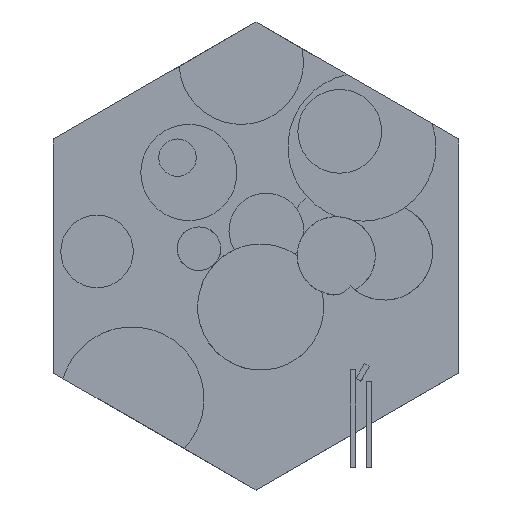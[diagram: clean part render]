
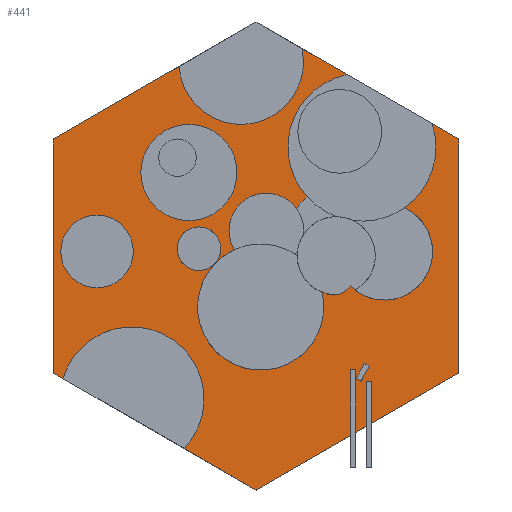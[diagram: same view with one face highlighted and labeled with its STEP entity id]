
A CAD part, top view. The second image highlights one B-rep face of the part: STEP entity #441.
In plain terms, the highlighted planar face has unit normal (0, 0, 1).
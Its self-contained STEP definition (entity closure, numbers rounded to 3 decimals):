
#441=ADVANCED_FACE('',(#499,#501,#503,#505),#507,.T.);
#499=FACE_BOUND('',#500,.T.);
#500=EDGE_LOOP('',(#927,#928,#929,#930,#931,#932,#933,#934,#935,#936,#937,#938,#939,
#940,#941,#942,#943));
#501=FACE_BOUND('',#502,.T.);
#502=EDGE_LOOP('',(#944));
#503=FACE_BOUND('',#504,.T.);
#504=EDGE_LOOP('',(#945));
#505=FACE_BOUND('',#506,.T.);
#506=EDGE_LOOP('',(#946));
#507=PLANE('',#508);
#508=AXIS2_PLACEMENT_3D('',#509,#510,#511);
#509=CARTESIAN_POINT('',(0.,0.,100.));
#510=DIRECTION('',(0.,0.,1.));
#511=DIRECTION('',(1.,0.,0.));
#927=ORIENTED_EDGE('',*,*,#1169,.T.);
#928=ORIENTED_EDGE('',*,*,#1170,.T.);
#929=ORIENTED_EDGE('',*,*,#1171,.T.);
#930=ORIENTED_EDGE('',*,*,#1172,.T.);
#931=ORIENTED_EDGE('',*,*,#1173,.T.);
#932=ORIENTED_EDGE('',*,*,#1174,.T.);
#933=ORIENTED_EDGE('',*,*,#1175,.T.);
#934=ORIENTED_EDGE('',*,*,#1176,.T.);
#935=ORIENTED_EDGE('',*,*,#1177,.T.);
#936=ORIENTED_EDGE('',*,*,#1178,.T.);
#937=ORIENTED_EDGE('',*,*,#1179,.T.);
#938=ORIENTED_EDGE('',*,*,#1180,.T.);
#939=ORIENTED_EDGE('',*,*,#1181,.T.);
#940=ORIENTED_EDGE('',*,*,#1182,.T.);
#941=ORIENTED_EDGE('',*,*,#1183,.T.);
#942=ORIENTED_EDGE('',*,*,#1184,.T.);
#943=ORIENTED_EDGE('',*,*,#1185,.T.);
#944=ORIENTED_EDGE('',*,*,#1186,.T.);
#945=ORIENTED_EDGE('',*,*,#1187,.T.);
#946=ORIENTED_EDGE('',*,*,#1188,.T.);
#1169=EDGE_CURVE('',#1290,#1291,#1292,.F.);
#1170=EDGE_CURVE('',#1291,#1293,#1294,.F.);
#1171=EDGE_CURVE('',#1293,#1295,#1296,.F.);
#1172=EDGE_CURVE('',#1295,#1297,#1298,.F.);
#1173=EDGE_CURVE('',#1297,#1299,#1300,.T.);
#1174=EDGE_CURVE('',#1299,#1301,#1302,.F.);
#1175=EDGE_CURVE('',#1301,#1303,#1304,.T.);
#1176=EDGE_CURVE('',#1303,#1305,#1306,.T.);
#1177=EDGE_CURVE('',#1305,#1307,#1308,.T.);
#1178=EDGE_CURVE('',#1307,#1309,#1310,.F.);
#1179=EDGE_CURVE('',#1309,#1311,#1312,.T.);
#1180=EDGE_CURVE('',#1311,#1313,#1314,.T.);
#1181=EDGE_CURVE('',#1313,#1315,#1316,.T.);
#1182=EDGE_CURVE('',#1315,#1317,#1318,.T.);
#1183=EDGE_CURVE('',#1317,#1319,#1320,.F.);
#1184=EDGE_CURVE('',#1319,#1321,#1322,.F.);
#1185=EDGE_CURVE('',#1321,#1290,#1323,.F.);
#1186=EDGE_CURVE('',#1324,#1324,#1325,.F.);
#1187=EDGE_CURVE('',#1326,#1326,#1327,.F.);
#1188=EDGE_CURVE('',#1328,#1328,#1329,.F.);
#1290=VERTEX_POINT('',#1493);
#1291=VERTEX_POINT('',#1494);
#1292=CIRCLE('',#1495,231.963);
#1293=VERTEX_POINT('',#1499);
#1294=CIRCLE('',#1500,137.37);
#1295=VERTEX_POINT('',#1504);
#1296=CIRCLE('',#1505,186.011);
#1297=VERTEX_POINT('',#1509);
#1298=CIRCLE('',#1510,272.034);
#1299=VERTEX_POINT('',#1514);
#1300=LINE('',#1515,#1516);
#1301=VERTEX_POINT('',#1518);
#1302=CIRCLE('',#1519,228.914);
#1303=VERTEX_POINT('',#1523);
#1304=LINE('',#1524,#1525);
#1305=VERTEX_POINT('',#1527);
#1306=LINE('',#1528,#1529);
#1307=VERTEX_POINT('',#1531);
#1308=LINE('',#1532,#1533);
#1309=VERTEX_POINT('',#1535);
#1310=CIRCLE('',#1536,264.731);
#1311=VERTEX_POINT('',#1540);
#1312=LINE('',#1541,#1542);
#1313=VERTEX_POINT('',#1544);
#1314=LINE('',#1545,#1546);
#1315=VERTEX_POINT('',#1548);
#1316=LINE('',#1549,#1550);
#1317=VERTEX_POINT('',#1552);
#1318=LINE('',#1553,#1554);
#1319=VERTEX_POINT('',#1556);
#1320=CIRCLE('',#1557,272.034);
#1321=VERTEX_POINT('',#1561);
#1322=CIRCLE('',#1562,177.549);
#1323=CIRCLE('',#1566,72.577);
#1324=VERTEX_POINT('',#1570);
#1325=CIRCLE('',#1571,80.22);
#1326=VERTEX_POINT('',#1575);
#1327=CIRCLE('',#1576,176.747);
#1328=VERTEX_POINT('',#1580);
#1329=CIRCLE('',#1581,133.368);
#1493=CARTESIAN_POINT('',(704.252,-736.139,100.));
#1494=CARTESIAN_POINT('',(349.357,-764.795,100.));
#1495=AXIS2_PLACEMENT_3D('',#1496,#1497,#1498);
#1496=CARTESIAN_POINT('',(538.773,-898.692,100.));
#1497=DIRECTION('',(0.,0.,1.));
#1498=DIRECTION('',(-0.817,0.577,0.));
#1499=CARTESIAN_POINT('',(471.445,-518.998,100.));
#1500=AXIS2_PLACEMENT_3D('',#1501,#1502,#1503);
#1501=CARTESIAN_POINT('',(416.074,-644.714,100.));
#1502=DIRECTION('',(0.,0.,1.));
#1503=DIRECTION('',(0.403,0.915,0.));
#1504=CARTESIAN_POINT('',(484.168,-462.662,100.));
#1505=AXIS2_PLACEMENT_3D('',#1506,#1507,#1508);
#1506=CARTESIAN_POINT('',(657.047,-531.31,100.));
#1507=DIRECTION('',(0.,0.,1.));
#1508=DIRECTION('',(-0.929,0.369,0.));
#1509=CARTESIAN_POINT('',(386.735,0.,100.));
#1510=AXIS2_PLACEMENT_3D('',#1511,#1512,#1513);
#1511=CARTESIAN_POINT('',(567.156,-203.595,100.));
#1512=DIRECTION('',(0.,0.,1.));
#1513=DIRECTION('',(-0.663,0.748,0.));
#1514=CARTESIAN_POINT('',(195.028,0.,100.));
#1515=CARTESIAN_POINT('',(386.735,0.,100.));
#1516=VECTOR('',#1517,1.);
#1517=DIRECTION('',(-1.,0.,0.));
#1518=CARTESIAN_POINT('',(-163.315,-282.869,100.));
#1519=AXIS2_PLACEMENT_3D('',#1520,#1521,#1522);
#1520=CARTESIAN_POINT('',(26.504,-154.923,100.));
#1521=DIRECTION('',(0.,0.,1.));
#1522=DIRECTION('',(-0.829,-0.559,0.));
#1523=CARTESIAN_POINT('',(-430.,-744.782,100.));
#1524=CARTESIAN_POINT('',(-163.315,-282.869,100.));
#1525=VECTOR('',#1526,1.);
#1526=DIRECTION('',(-0.5,-0.866,0.));
#1527=CARTESIAN_POINT('',(0.,-1489.564,100.));
#1528=CARTESIAN_POINT('',(-430.,-744.782,100.));
#1529=VECTOR('',#1530,1.);
#1530=DIRECTION('',(0.5,-0.866,0.));
#1531=CARTESIAN_POINT('',(40.542,-1489.564,100.));
#1532=CARTESIAN_POINT('',(0.,-1489.564,100.));
#1533=VECTOR('',#1534,1.);
#1534=DIRECTION('',(1.,0.,0.));
#1535=CARTESIAN_POINT('',(555.333,-1489.564,100.));
#1536=AXIS2_PLACEMENT_3D('',#1537,#1538,#1539);
#1537=CARTESIAN_POINT('',(297.938,-1427.68,100.));
#1538=DIRECTION('',(0.,0.,1.));
#1539=DIRECTION('',(0.972,-0.234,0.));
#1540=CARTESIAN_POINT('',(860.,-1489.564,100.));
#1541=CARTESIAN_POINT('',(555.333,-1489.564,100.));
#1542=VECTOR('',#1543,1.);
#1543=DIRECTION('',(1.,0.,0.));
#1544=CARTESIAN_POINT('',(1290.,-744.782,100.));
#1545=CARTESIAN_POINT('',(860.,-1489.564,100.));
#1546=VECTOR('',#1547,1.);
#1547=DIRECTION('',(0.5,0.866,0.));
#1548=CARTESIAN_POINT('',(860.,0.,100.));
#1549=CARTESIAN_POINT('',(1290.,-744.782,100.));
#1550=VECTOR('',#1551,1.);
#1551=DIRECTION('',(-0.5,0.866,0.));
#1552=CARTESIAN_POINT('',(747.578,0.,100.));
#1553=CARTESIAN_POINT('',(860.,0.,100.));
#1554=VECTOR('',#1555,1.);
#1555=DIRECTION('',(-1.,0.,0.));
#1556=CARTESIAN_POINT('',(813.512,-318.97,100.));
#1557=AXIS2_PLACEMENT_3D('',#1558,#1559,#1560);
#1558=CARTESIAN_POINT('',(567.156,-203.595,100.));
#1559=DIRECTION('',(0.,0.,1.));
#1560=DIRECTION('',(0.906,-0.424,0.));
#1561=CARTESIAN_POINT('',(784.318,-666.965,100.));
#1562=AXIS2_PLACEMENT_3D('',#1563,#1564,#1565);
#1563=CARTESIAN_POINT('',(830.98,-495.658,100.));
#1564=DIRECTION('',(0.,0.,1.));
#1565=DIRECTION('',(-0.263,-0.965,0.));
#1566=AXIS2_PLACEMENT_3D('',#1567,#1568,#1569);
#1567=CARTESIAN_POINT('',(711.804,-663.956,100.));
#1568=DIRECTION('',(0.,0.,1.));
#1569=DIRECTION('',(-0.104,-0.995,0.));
#1570=CARTESIAN_POINT('',(304.497,-786.502,100.));
#1571=AXIS2_PLACEMENT_3D('',#1572,#1573,#1574);
#1572=CARTESIAN_POINT('',(235.024,-826.612,100.));
#1573=DIRECTION('',(0.,0.,1.));
#1574=DIRECTION('',(0.866,0.5,0.));
#1575=CARTESIAN_POINT('',(216.076,-514.078,100.));
#1576=AXIS2_PLACEMENT_3D('',#1577,#1578,#1579);
#1577=CARTESIAN_POINT('',(63.008,-602.452,100.));
#1578=DIRECTION('',(0.,0.,1.));
#1579=DIRECTION('',(0.866,0.5,0.));
#1580=CARTESIAN_POINT('',(31.158,-955.843,100.));
#1581=AXIS2_PLACEMENT_3D('',#1582,#1583,#1584);
#1582=CARTESIAN_POINT('',(-84.342,-1022.528,100.));
#1583=DIRECTION('',(0.,0.,1.));
#1584=DIRECTION('',(0.866,0.5,0.));
